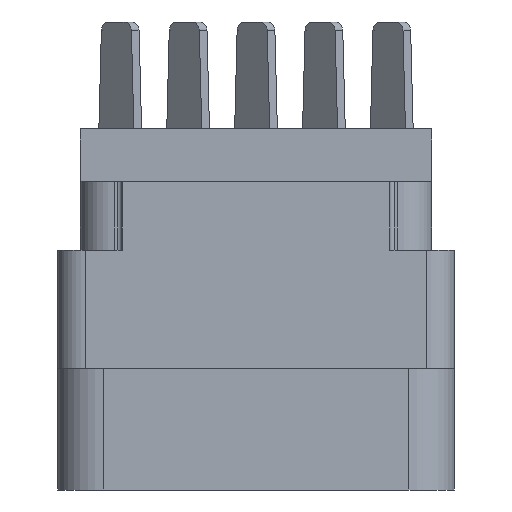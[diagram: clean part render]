
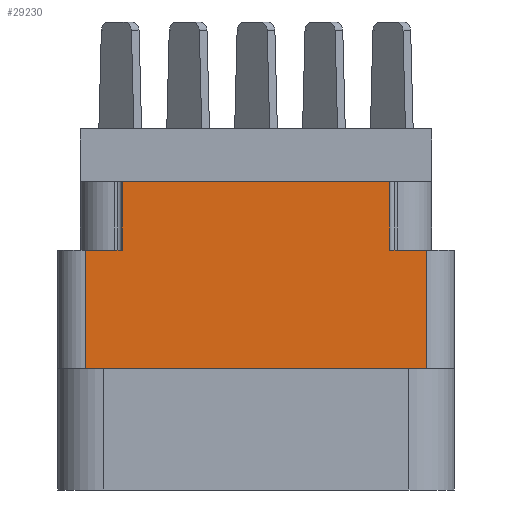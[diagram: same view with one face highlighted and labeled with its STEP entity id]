
A CAD part, left-side view. The second image highlights one B-rep face of the part: STEP entity #29230.
In plain terms, the highlighted planar face has unit normal (-1, 0, 0).
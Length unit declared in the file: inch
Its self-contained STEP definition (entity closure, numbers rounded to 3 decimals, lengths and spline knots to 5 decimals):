
#194 = CARTESIAN_POINT ( 'NONE',  ( -1., 0.296, -0.268 ) ) ;
#346 = DIRECTION ( 'NONE',  ( 0., 0., 1. ) ) ;
#1000 = LINE ( 'NONE', #8902, #7801 ) ;
#2262 = EDGE_CURVE ( 'NONE', #4516, #17528, #31067, .T. ) ;
#2397 = EDGE_CURVE ( 'NONE', #29627, #22307, #11811, .T. ) ;
#2727 = CARTESIAN_POINT ( 'NONE',  ( -1., -0.376, -0.268 ) ) ;
#3818 = DIRECTION ( 'NONE',  ( 0., 0., 1. ) ) ;
#4142 = ORIENTED_EDGE ( 'NONE', *, *, #30399, .F. ) ;
#4516 = VERTEX_POINT ( 'NONE', #194 ) ;
#4747 = DIRECTION ( 'NONE',  ( -1., 0., 0. ) ) ;
#4852 = VECTOR ( 'NONE', #3818, 39.37008 ) ;
#4931 = ORIENTED_EDGE ( 'NONE', *, *, #8097, .T. ) ;
#5224 = VECTOR ( 'NONE', #13776, 39.37008 ) ;
#6216 = VERTEX_POINT ( 'NONE', #20162 ) ;
#7338 = DIRECTION ( 'NONE',  ( 0., -1., 0. ) ) ;
#7660 = VECTOR ( 'NONE', #13514, 39.37008 ) ;
#7801 = VECTOR ( 'NONE', #11223, 39.37008 ) ;
#7906 = CARTESIAN_POINT ( 'NONE',  ( -1., -0.376, -0.798 ) ) ;
#8013 = EDGE_CURVE ( 'NONE', #17528, #14154, #26035, .T. ) ;
#8097 = EDGE_CURVE ( 'NONE', #6216, #14154, #11375, .T. ) ;
#8902 = CARTESIAN_POINT ( 'NONE',  ( -1., -0.296, -0.268 ) ) ;
#9254 = LINE ( 'NONE', #13554, #4852 ) ;
#9592 = EDGE_LOOP ( 'NONE', ( #29705, #32347, #18422, #28885, #4931, #15660, #12319, #4142 ) ) ;
#9877 = VERTEX_POINT ( 'NONE', #31675 ) ;
#11034 = VECTOR ( 'NONE', #7338, 39.37008 ) ;
#11223 = DIRECTION ( 'NONE',  ( 0., -1., 0. ) ) ;
#11375 = LINE ( 'NONE', #12020, #16584 ) ;
#11642 = DIRECTION ( 'NONE',  ( 0., 0., 1. ) ) ;
#11811 = LINE ( 'NONE', #27275, #11034 ) ;
#12004 = FACE_OUTER_BOUND ( 'NONE', #9592, .T. ) ;
#12020 = CARTESIAN_POINT ( 'NONE',  ( -1., -0.296, -0.268 ) ) ;
#12241 = VECTOR ( 'NONE', #346, 39.37008 ) ;
#12319 = ORIENTED_EDGE ( 'NONE', *, *, #2262, .F. ) ;
#13350 = LINE ( 'NONE', #7906, #12241 ) ;
#13458 = CARTESIAN_POINT ( 'NONE',  ( -1., 0.296, -0.268 ) ) ;
#13514 = DIRECTION ( 'NONE',  ( 0., -1., 0. ) ) ;
#13554 = CARTESIAN_POINT ( 'NONE',  ( -1., 0.376, -0.798 ) ) ;
#13776 = DIRECTION ( 'NONE',  ( 0., -1., 0. ) ) ;
#14154 = VERTEX_POINT ( 'NONE', #26942 ) ;
#15660 = ORIENTED_EDGE ( 'NONE', *, *, #8013, .F. ) ;
#15916 = LINE ( 'NONE', #18385, #5224 ) ;
#16584 = VECTOR ( 'NONE', #24372, 39.37008 ) ;
#17528 = VERTEX_POINT ( 'NONE', #20505 ) ;
#18385 = CARTESIAN_POINT ( 'NONE',  ( -1., 0.438, -0.268 ) ) ;
#18422 = ORIENTED_EDGE ( 'NONE', *, *, #24384, .T. ) ;
#19208 = EDGE_CURVE ( 'NONE', #29627, #9877, #9254, .T. ) ;
#20162 = CARTESIAN_POINT ( 'NONE',  ( -1., -0.296, -0.268 ) ) ;
#20505 = CARTESIAN_POINT ( 'NONE',  ( -1., 0.296, -0.117 ) ) ;
#21264 = CARTESIAN_POINT ( 'NONE',  ( -1., 0.438, -0.117 ) ) ;
#22307 = VERTEX_POINT ( 'NONE', #23291 ) ;
#23291 = CARTESIAN_POINT ( 'NONE',  ( -1., -0.376, -0.529 ) ) ;
#24372 = DIRECTION ( 'NONE',  ( 0., 0., 1. ) ) ;
#24384 = EDGE_CURVE ( 'NONE', #22307, #30632, #13350, .T. ) ;
#24517 = CARTESIAN_POINT ( 'NONE',  ( -1., -0.376, -0.798 ) ) ;
#24850 = DIRECTION ( 'NONE',  ( 0., 0., 1. ) ) ;
#25284 = AXIS2_PLACEMENT_3D ( 'NONE', #24517, #4747, #24850 ) ;
#26035 = LINE ( 'NONE', #21264, #7660 ) ;
#26942 = CARTESIAN_POINT ( 'NONE',  ( -1., -0.296, -0.117 ) ) ;
#27247 = EDGE_CURVE ( 'NONE', #6216, #30632, #1000, .T. ) ;
#27275 = CARTESIAN_POINT ( 'NONE',  ( -1., 0., -0.529 ) ) ;
#27317 = PLANE ( 'NONE',  #25284 ) ;
#28873 = VECTOR ( 'NONE', #11642, 39.37008 ) ;
#28885 = ORIENTED_EDGE ( 'NONE', *, *, #27247, .F. ) ;
#29230 = ADVANCED_FACE ( 'NONE', ( #12004 ), #27317, .T. ) ;
#29352 = CARTESIAN_POINT ( 'NONE',  ( -1., 0.376, -0.529 ) ) ;
#29627 = VERTEX_POINT ( 'NONE', #29352 ) ;
#29705 = ORIENTED_EDGE ( 'NONE', *, *, #19208, .F. ) ;
#30399 = EDGE_CURVE ( 'NONE', #9877, #4516, #15916, .T. ) ;
#30632 = VERTEX_POINT ( 'NONE', #2727 ) ;
#31067 = LINE ( 'NONE', #13458, #28873 ) ;
#31675 = CARTESIAN_POINT ( 'NONE',  ( -1., 0.376, -0.268 ) ) ;
#32347 = ORIENTED_EDGE ( 'NONE', *, *, #2397, .T. ) ;
